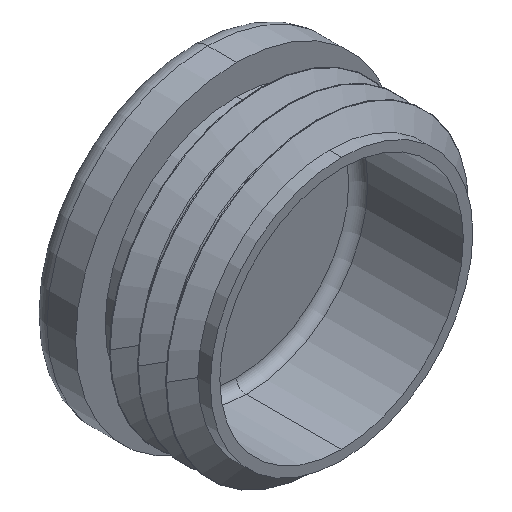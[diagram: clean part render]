
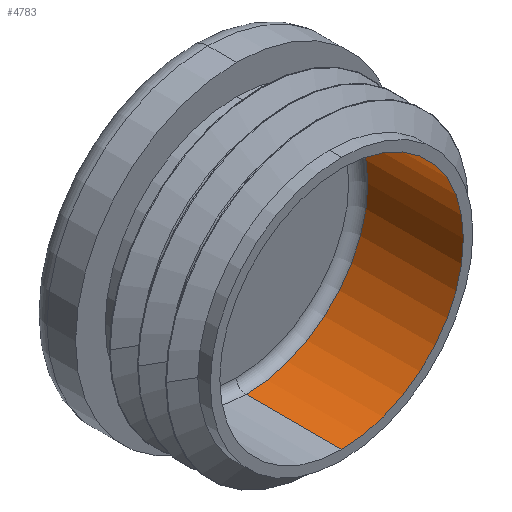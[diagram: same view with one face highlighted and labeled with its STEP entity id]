
A CAD part, isometric view. The second image highlights one B-rep face of the part: STEP entity #4783.
In plain terms, the highlighted cylindrical face has radius 12.75 mm (diameter 25.5 mm), a partial arc.
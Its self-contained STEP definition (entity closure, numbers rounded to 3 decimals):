
#286 = ORIENTED_EDGE ( 'NONE', *, *, #6513, .T. ) ;
#888 = VECTOR ( 'NONE', #9830, 1000. ) ;
#1442 = AXIS2_PLACEMENT_3D ( 'NONE', #3928, #4892, #8704 ) ;
#1631 = LINE ( 'NONE', #2034, #888 ) ;
#1756 = DIRECTION ( 'NONE',  ( 0., -1., 0. ) ) ;
#2034 = CARTESIAN_POINT ( 'NONE',  ( 0., 11., 12.75 ) ) ;
#2058 = EDGE_CURVE ( 'NONE', #2654, #7031, #1631, .T. ) ;
#2654 = VERTEX_POINT ( 'NONE', #8931 ) ;
#2822 = VECTOR ( 'NONE', #5797, 1000. ) ;
#3169 = VERTEX_POINT ( 'NONE', #6791 ) ;
#3928 = CARTESIAN_POINT ( 'NONE',  ( 0., 10., 0. ) ) ;
#4407 = CIRCLE ( 'NONE', #7420, 12.75 ) ;
#4448 = CYLINDRICAL_SURFACE ( 'NONE', #10615, 12.75 ) ;
#4783 = ADVANCED_FACE ( 'NONE', ( #11050 ), #4448, .F. ) ;
#4892 = DIRECTION ( 'NONE',  ( 0., 1., 0. ) ) ;
#4925 = DIRECTION ( 'NONE',  ( 0., 0., -1. ) ) ;
#5058 = CARTESIAN_POINT ( 'NONE',  ( 0., 11., 0. ) ) ;
#5083 = ORIENTED_EDGE ( 'NONE', *, *, #10651, .T. ) ;
#5649 = EDGE_LOOP ( 'NONE', ( #6952, #286, #5083, #12298 ) ) ;
#5797 = DIRECTION ( 'NONE',  ( 0., -1., 0. ) ) ;
#6513 = EDGE_CURVE ( 'NONE', #2654, #10774, #11608, .T. ) ;
#6695 = DIRECTION ( 'NONE',  ( 0., 0., -1. ) ) ;
#6791 = CARTESIAN_POINT ( 'NONE',  ( 0., 0., -12.75 ) ) ;
#6951 = DIRECTION ( 'NONE',  ( 0., -1., 0. ) ) ;
#6952 = ORIENTED_EDGE ( 'NONE', *, *, #2058, .F. ) ;
#7031 = VERTEX_POINT ( 'NONE', #9066 ) ;
#7096 = CARTESIAN_POINT ( 'NONE',  ( 0., 10., -12.75 ) ) ;
#7420 = AXIS2_PLACEMENT_3D ( 'NONE', #12189, #1756, #6695 ) ;
#7686 = LINE ( 'NONE', #11511, #2822 ) ;
#8704 = DIRECTION ( 'NONE',  ( 0., 0., -1. ) ) ;
#8709 = EDGE_CURVE ( 'NONE', #3169, #7031, #4407, .T. ) ;
#8931 = CARTESIAN_POINT ( 'NONE',  ( 0., 10., 12.75 ) ) ;
#9066 = CARTESIAN_POINT ( 'NONE',  ( 0., 0., 12.75 ) ) ;
#9830 = DIRECTION ( 'NONE',  ( 0., -1., 0. ) ) ;
#10615 = AXIS2_PLACEMENT_3D ( 'NONE', #5058, #6951, #4925 ) ;
#10651 = EDGE_CURVE ( 'NONE', #10774, #3169, #7686, .T. ) ;
#10774 = VERTEX_POINT ( 'NONE', #7096 ) ;
#11050 = FACE_OUTER_BOUND ( 'NONE', #5649, .T. ) ;
#11511 = CARTESIAN_POINT ( 'NONE',  ( 0., 11., -12.75 ) ) ;
#11608 = CIRCLE ( 'NONE', #1442, 12.75 ) ;
#12189 = CARTESIAN_POINT ( 'NONE',  ( 0., 0., 0. ) ) ;
#12298 = ORIENTED_EDGE ( 'NONE', *, *, #8709, .T. ) ;
